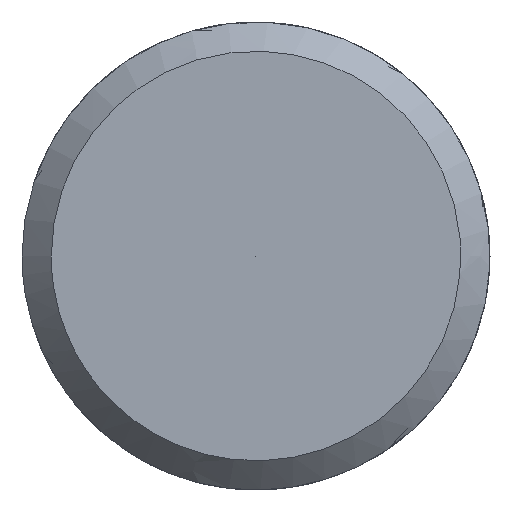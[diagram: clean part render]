
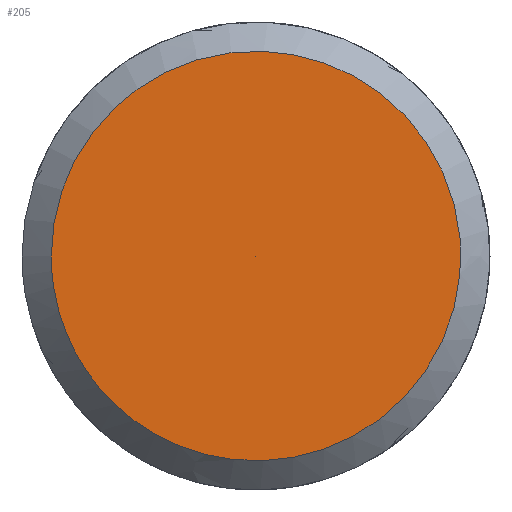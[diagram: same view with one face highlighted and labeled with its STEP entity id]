
A CAD part, left-side view. The second image highlights one B-rep face of the part: STEP entity #205.
In plain terms, the highlighted free-form (B-spline) face has degree [5, 1] with [6, 2] control points.
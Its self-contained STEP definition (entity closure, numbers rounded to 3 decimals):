
#171 = CARTESIAN_POINT ('', (-82., 0., 0.));
#172 = VERTEX_POINT ('', #171);
#173 = CARTESIAN_POINT ('', (-82., 3.5, 0.));
#174 = VERTEX_POINT ('', #173);
#175 = CARTESIAN_POINT ('', (-82., 0., 0.));
#176 = CARTESIAN_POINT ('', (-82., 3.5, 0.));
#177 = B_SPLINE_CURVE_WITH_KNOTS ('', 1, (#175, #176), .UNSPECIFIED., .F., .U., (2, 2), (0., 1.), .UNSPECIFIED.);
#178 = EDGE_CURVE ('', #172, #174, #177, .T.);
#179 = ORIENTED_EDGE ('', *, *, #178, .F.);
#180 = ORIENTED_EDGE ('', *, *, #178, .T.);
#181 = CARTESIAN_POINT ('', (-82., 3.5, 0.));
#182 = CARTESIAN_POINT ('', (-82., 3.5, 14.));
#183 = CARTESIAN_POINT ('', (-82., -10.5, 7.));
#184 = CARTESIAN_POINT ('', (-82., -10.5, -7.));
#185 = CARTESIAN_POINT ('', (-82., 3.5, -14.));
#186 = CARTESIAN_POINT ('', (-82., 3.5, 0.));
#187 = (
   BOUNDED_CURVE ()
   B_SPLINE_CURVE (5, (#181, #182, #183, #184, #185, #186), .UNSPECIFIED., .T., .U.)
   B_SPLINE_CURVE_WITH_KNOTS ((6, 6), (0., 1.), .UNSPECIFIED.)
   CURVE ()
   GEOMETRIC_REPRESENTATION_ITEM ()
   RATIONAL_B_SPLINE_CURVE ((5., 1., 1., 1., 1., 5.))
   REPRESENTATION_ITEM ('')
);
#188 = EDGE_CURVE ('', #174, #174, #187, .T.);
#189 = ORIENTED_EDGE ('', *, *, #188, .F.);
#190 = EDGE_LOOP ('', (#179, #180, #189));
#191 = FACE_OUTER_BOUND ('', #190, .T.);
#192 = CARTESIAN_POINT ('', (-82., 0., 0.));
#193 = CARTESIAN_POINT ('', (-82., 3.5, 0.));
#194 = CARTESIAN_POINT ('', (-82., 0., 0.));
#195 = CARTESIAN_POINT ('', (-82., 3.5, 14.));
#196 = CARTESIAN_POINT ('', (-82., 0., 0.));
#197 = CARTESIAN_POINT ('', (-82., -10.5, 7.));
#198 = CARTESIAN_POINT ('', (-82., 0., 0.));
#199 = CARTESIAN_POINT ('', (-82., -10.5, -7.));
#200 = CARTESIAN_POINT ('', (-82., 0., 0.));
#201 = CARTESIAN_POINT ('', (-82., 3.5, -14.));
#202 = CARTESIAN_POINT ('', (-82., 0., 0.));
#203 = CARTESIAN_POINT ('', (-82., 3.5, 0.));
#204 = (
   BOUNDED_SURFACE ()
   B_SPLINE_SURFACE (5, 1, ((#192, #193), (#194, #195), (#196, #197), (#198, #199), (#200, #201), (#202, #203)), .UNSPECIFIED., .T., .F., .U.)
   B_SPLINE_SURFACE_WITH_KNOTS ((6, 6), (2, 2), (0., 1.), (0., 1.), .UNSPECIFIED.)
   SURFACE ()
   GEOMETRIC_REPRESENTATION_ITEM ()
   RATIONAL_B_SPLINE_SURFACE (((5., 5.), (1., 1.), (1., 1.), (1., 1.), (1., 1.), (5., 5.)))
   REPRESENTATION_ITEM ('')
);
#205 = ADVANCED_FACE ('', (#191), #204, .T.);
